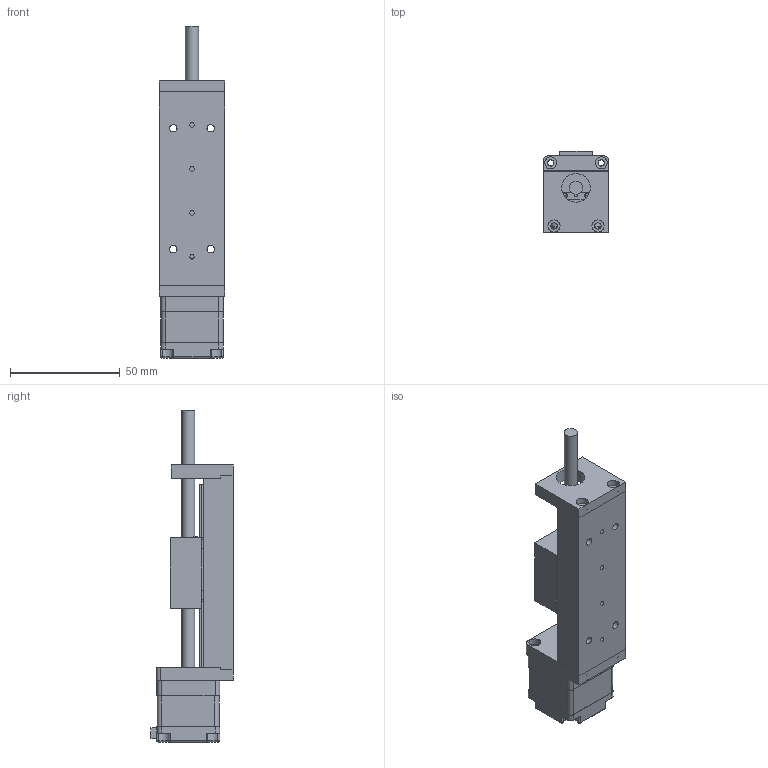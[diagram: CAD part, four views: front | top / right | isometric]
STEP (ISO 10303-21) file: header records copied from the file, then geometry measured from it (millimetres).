
FILE_DESCRIPTION(/* description */ (''),/* implementation_level */ '2;1');
FILE_NAME(/* name */ '00_Linear_Stage_NEMA11_china.stp',/* time_stamp */ '2022-06-03T07:45:36+02:00',/* author */ ('diederichbenedict'),/* organization */ (''),/* preprocessor_version */ 'ST-DEVELOPER v18.1',/* originating_system */ 'Autodesk Inventor 2022',/* authorisation */ '');
FILE_SCHEMA (('AUTOMOTIVE_DESIGN { 1 0 10303 214 3 1 1 }'));
Length unit declared in the file: millimetre
Products named in the file (6): 00_Linear_Stage_NEMA11_china; Actuator_MGN9; Actuator_MGN9C; 00_Carriage; 00_NEMA11; Actuator_movable
Assembly tree (5 placements, depth 2):
  00_Linear_Stage_NEMA11_china
    Actuator_MGN9
    Actuator_MGN9C
    00_Carriage
    00_NEMA11
    Actuator_movable
Bounding box: 30 x 37.3 x 151 mm (x, y, z)
Volume: 67498.2 mm3; surface area: 35633.1 mm2
Topology: 7 solids, 9 shells, 609 faces, 1581 edges, 1029 vertices
Faces by surface type: plane 417, cylinder 157, cone 22, sphere 8, torus 5
Full cylindrical faces by diameter (mm): 1.2 x2, 1.6 x2, 2.05 x4, 2.3 x4, 2.5 x8, 2.8 x4, 2.9 x12, 3.4 x8, 3.5 x4, 5 x1, 5.5 x9, 6 x5, 6.5 x8, 8 x3, 10 x1, 13 x1, 22 x2, 24 x1
Entity records: 19287 total; most frequent: CARTESIAN_POINT 3487, ORIENTED_EDGE 3122, DIRECTION 3073, EDGE_CURVE 1561, LINE 1075, VECTOR 1075, VERTEX_POINT 1029, AXIS2_PLACEMENT_3D 999
